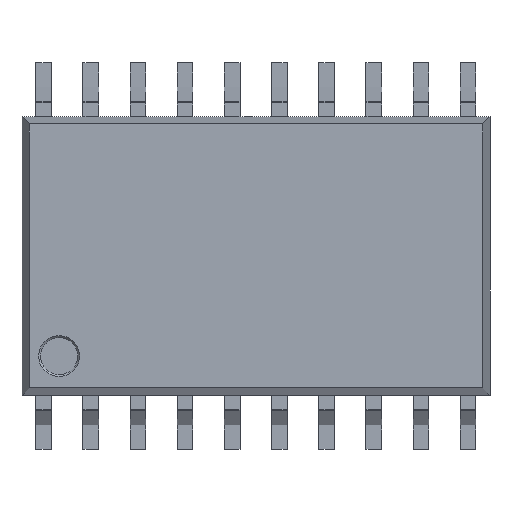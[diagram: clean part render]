
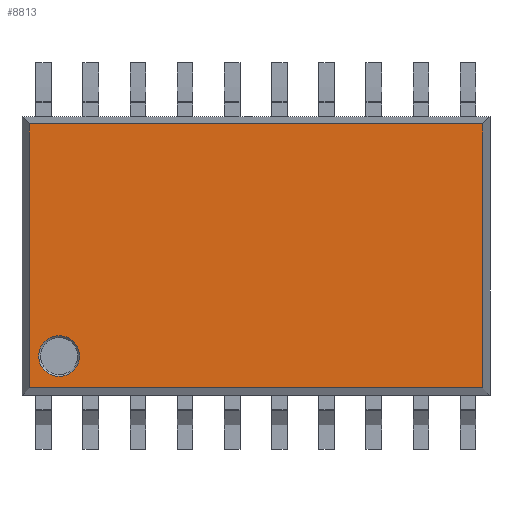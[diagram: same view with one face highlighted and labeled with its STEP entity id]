
A CAD part, top view. The second image highlights one B-rep face of the part: STEP entity #8813.
In plain terms, the highlighted planar face has unit normal (0, 0, 1).
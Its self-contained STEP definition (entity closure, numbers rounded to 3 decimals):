
#62 = CARTESIAN_POINT ( 'NONE',  ( 1.55, 2.5, 2.6 ) ) ;
#388 = DIRECTION ( 'NONE',  ( 0., -1., 0. ) ) ;
#433 = DIRECTION ( 'NONE',  ( 0., 0., -1. ) ) ;
#639 = AXIS2_PLACEMENT_3D ( 'NONE', #717, #8359, #1789 ) ;
#653 = DIRECTION ( 'NONE',  ( 1., 0., 0. ) ) ;
#717 = CARTESIAN_POINT ( 'NONE',  ( 0., 1.45, 2.6 ) ) ;
#718 = LINE ( 'NONE', #12627, #6166 ) ;
#870 = EDGE_CURVE ( 'NONE', #10395, #5314, #998, .T. ) ;
#998 = CIRCLE ( 'NONE', #12914, 0.55 ) ;
#1167 = CARTESIAN_POINT ( 'NONE',  ( 0.2, 1.65, 2.6 ) ) ;
#1252 = FACE_BOUND ( 'NONE', #12690, .T. ) ;
#1546 = VERTEX_POINT ( 'NONE', #12480 ) ;
#1679 = EDGE_CURVE ( 'NONE', #5314, #10395, #10120, .T. ) ;
#1789 = DIRECTION ( 'NONE',  ( 1., 0., 0. ) ) ;
#2465 = VECTOR ( 'NONE', #388, 1000. ) ;
#2778 = VECTOR ( 'NONE', #13296, 1000. ) ;
#3576 = ORIENTED_EDGE ( 'NONE', *, *, #13137, .F. ) ;
#3627 = EDGE_LOOP ( 'NONE', ( #3576, #9740, #9051, #3655 ) ) ;
#3655 = ORIENTED_EDGE ( 'NONE', *, *, #10598, .F. ) ;
#4142 = FACE_OUTER_BOUND ( 'NONE', #3627, .T. ) ;
#4661 = CARTESIAN_POINT ( 'NONE',  ( 12.4, 1.65, 2.6 ) ) ;
#5314 = VERTEX_POINT ( 'NONE', #6997 ) ;
#5657 = CARTESIAN_POINT ( 'NONE',  ( 0.2, 8.75, 2.6 ) ) ;
#5667 = LINE ( 'NONE', #6775, #2778 ) ;
#5895 = ORIENTED_EDGE ( 'NONE', *, *, #1679, .T. ) ;
#6166 = VECTOR ( 'NONE', #653, 1000. ) ;
#6775 = CARTESIAN_POINT ( 'NONE',  ( 0., 1.65, 2.6 ) ) ;
#6865 = ORIENTED_EDGE ( 'NONE', *, *, #870, .T. ) ;
#6916 = EDGE_CURVE ( 'NONE', #1546, #12134, #5667, .T. ) ;
#6997 = CARTESIAN_POINT ( 'NONE',  ( 0.45, 2.5, 2.6 ) ) ;
#7050 = CARTESIAN_POINT ( 'NONE',  ( 12.4, 8.75, 2.6 ) ) ;
#7057 = VERTEX_POINT ( 'NONE', #7050 ) ;
#7350 = LINE ( 'NONE', #1167, #12815 ) ;
#7613 = CARTESIAN_POINT ( 'NONE',  ( 1., 2.5, 2.6 ) ) ;
#8030 = CARTESIAN_POINT ( 'NONE',  ( 1., 2.5, 2.6 ) ) ;
#8307 = PLANE ( 'NONE',  #639 ) ;
#8359 = DIRECTION ( 'NONE',  ( 0., 0., 1. ) ) ;
#8813 = ADVANCED_FACE ( 'NONE', ( #4142, #1252 ), #8307, .T. ) ;
#8851 = DIRECTION ( 'NONE',  ( 1., 0., 0. ) ) ;
#9051 = ORIENTED_EDGE ( 'NONE', *, *, #6916, .T. ) ;
#9652 = EDGE_CURVE ( 'NONE', #14029, #1546, #7350, .T. ) ;
#9654 = DIRECTION ( 'NONE',  ( 1., 0., 0. ) ) ;
#9740 = ORIENTED_EDGE ( 'NONE', *, *, #9652, .T. ) ;
#9888 = DIRECTION ( 'NONE',  ( 0., -1., 0. ) ) ;
#10120 = CIRCLE ( 'NONE', #10537, 0.55 ) ;
#10364 = DIRECTION ( 'NONE',  ( 0., 0., -1. ) ) ;
#10395 = VERTEX_POINT ( 'NONE', #62 ) ;
#10537 = AXIS2_PLACEMENT_3D ( 'NONE', #7613, #10364, #9654 ) ;
#10598 = EDGE_CURVE ( 'NONE', #7057, #12134, #11188, .T. ) ;
#11188 = LINE ( 'NONE', #4661, #2465 ) ;
#12134 = VERTEX_POINT ( 'NONE', #12974 ) ;
#12480 = CARTESIAN_POINT ( 'NONE',  ( 0.2, 1.65, 2.6 ) ) ;
#12627 = CARTESIAN_POINT ( 'NONE',  ( 0., 8.75, 2.6 ) ) ;
#12690 = EDGE_LOOP ( 'NONE', ( #6865, #5895 ) ) ;
#12815 = VECTOR ( 'NONE', #9888, 1000. ) ;
#12914 = AXIS2_PLACEMENT_3D ( 'NONE', #8030, #433, #8851 ) ;
#12974 = CARTESIAN_POINT ( 'NONE',  ( 12.4, 1.65, 2.6 ) ) ;
#13137 = EDGE_CURVE ( 'NONE', #14029, #7057, #718, .T. ) ;
#13296 = DIRECTION ( 'NONE',  ( 1., 0., 0. ) ) ;
#14029 = VERTEX_POINT ( 'NONE', #5657 ) ;
